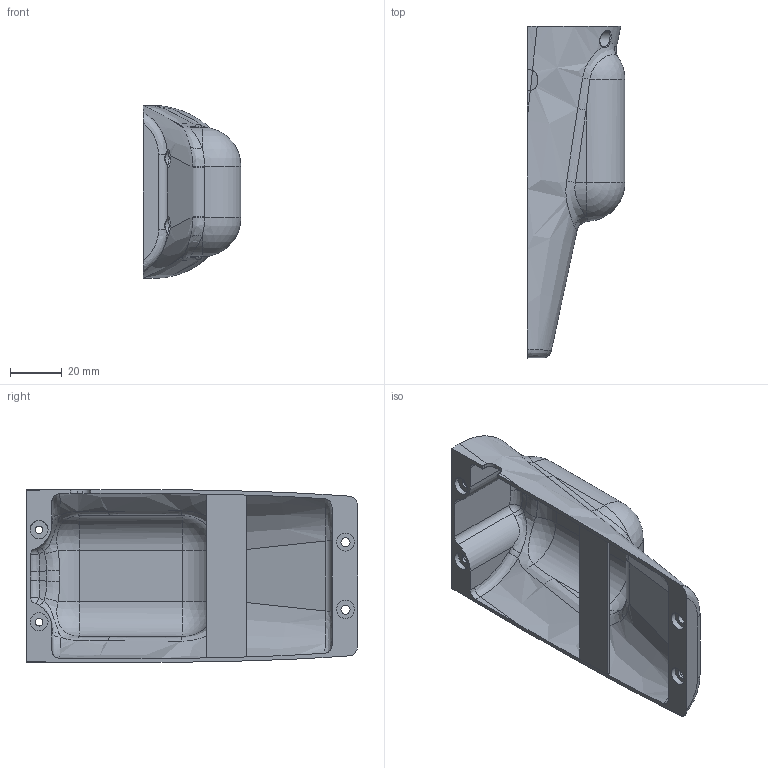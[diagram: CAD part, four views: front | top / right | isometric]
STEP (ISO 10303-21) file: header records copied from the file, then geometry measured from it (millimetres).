
FILE_DESCRIPTION(/* description */ (''),/* implementation_level */ '2;1');
FILE_NAME(/* name */ 'abba967a-46c5-48be-a7c9-59fd5386250e.stp',/* time_stamp */ '2019-03-12T20:36:16+01:00',/* author */ (''),/* organization */ (''),/* preprocessor_version */ 'ST-DEVELOPER v17.2',/* originating_system */ 'Autodesk Translation Framework v7.6.0.251',/* authorisation */ '');
FILE_SCHEMA (('AUTOMOTIVE_DESIGN { 1 0 10303 214 3 1 1 }'));
Length unit declared in the file: millimetre
Products named in the file (1): LowerArm4
Bounding box: 37.9 x 128.5 x 67 mm (x, y, z)
Volume: 33251.4 mm3; surface area: 33635 mm2
Topology: 1 solids, 1 shells, 154 faces, 398 edges, 248 vertices
Faces by surface type: bspline 56, cylinder 40, plane 36, cone 12, sphere 10
Full cylindrical faces by diameter (mm): 2.962 x1, 3 x2, 3.004 x1, 3.5 x2, 6 x4, 7 x5
Entity records: 10503 total; most frequent: CARTESIAN_POINT 7064, ORIENTED_EDGE 788, DIRECTION 599, EDGE_CURVE 394, AXIS2_PLACEMENT_3D 255, VERTEX_POINT 248, EDGE_LOOP 170, FACE_OUTER_BOUND 154
